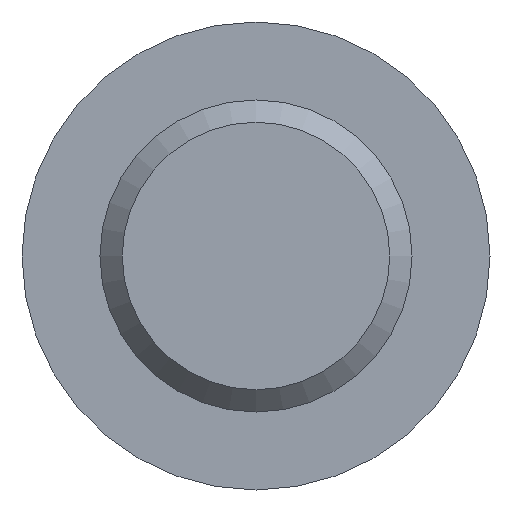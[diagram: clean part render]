
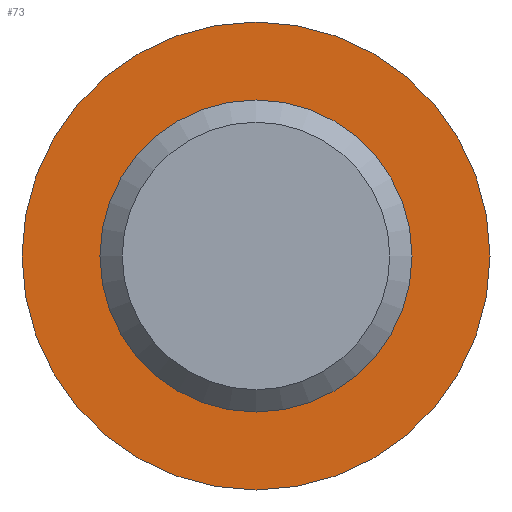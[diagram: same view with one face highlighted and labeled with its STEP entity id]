
A CAD part, front view. The second image highlights one B-rep face of the part: STEP entity #73.
In plain terms, the highlighted planar face has unit normal (0, -1, 0).
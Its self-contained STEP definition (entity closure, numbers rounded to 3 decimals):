
#2 = DIRECTION ( 'NONE',  ( 0., 0., -1. ) ) ;
#26 = CARTESIAN_POINT ( 'NONE',  ( 0., 70., -10.5 ) ) ;
#35 = EDGE_CURVE ( 'NONE', #202, #202, #83, .T. ) ;
#73 = ADVANCED_FACE ( 'NONE', ( #288, #123 ), #205, .F. ) ;
#74 = ORIENTED_EDGE ( 'NONE', *, *, #35, .F. ) ;
#75 = VERTEX_POINT ( 'NONE', #26 ) ;
#83 = CIRCLE ( 'NONE', #269, 7. ) ;
#87 = DIRECTION ( 'NONE',  ( 0., -1., 0. ) ) ;
#108 = EDGE_CURVE ( 'NONE', #75, #75, #474, .T. ) ;
#123 = FACE_OUTER_BOUND ( 'NONE', #143, .T. ) ;
#143 = EDGE_LOOP ( 'NONE', ( #453 ) ) ;
#154 = AXIS2_PLACEMENT_3D ( 'NONE', #492, #454, #291 ) ;
#159 = EDGE_LOOP ( 'NONE', ( #74 ) ) ;
#202 = VERTEX_POINT ( 'NONE', #285 ) ;
#205 = PLANE ( 'NONE',  #154 ) ;
#208 = CARTESIAN_POINT ( 'NONE',  ( 0., 70., 0. ) ) ;
#228 = AXIS2_PLACEMENT_3D ( 'NONE', #208, #87, #325 ) ;
#269 = AXIS2_PLACEMENT_3D ( 'NONE', #446, #489, #2 ) ;
#285 = CARTESIAN_POINT ( 'NONE',  ( 0., 70., -7. ) ) ;
#288 = FACE_BOUND ( 'NONE', #159, .T. ) ;
#291 = DIRECTION ( 'NONE',  ( 0., 0., 1. ) ) ;
#325 = DIRECTION ( 'NONE',  ( 0., 0., -1. ) ) ;
#446 = CARTESIAN_POINT ( 'NONE',  ( 0., 70., 0. ) ) ;
#453 = ORIENTED_EDGE ( 'NONE', *, *, #108, .T. ) ;
#454 = DIRECTION ( 'NONE',  ( 0., 1., 0. ) ) ;
#474 = CIRCLE ( 'NONE', #228, 10.5 ) ;
#489 = DIRECTION ( 'NONE',  ( 0., -1., 0. ) ) ;
#492 = CARTESIAN_POINT ( 'NONE',  ( -7., 70., 0. ) ) ;
